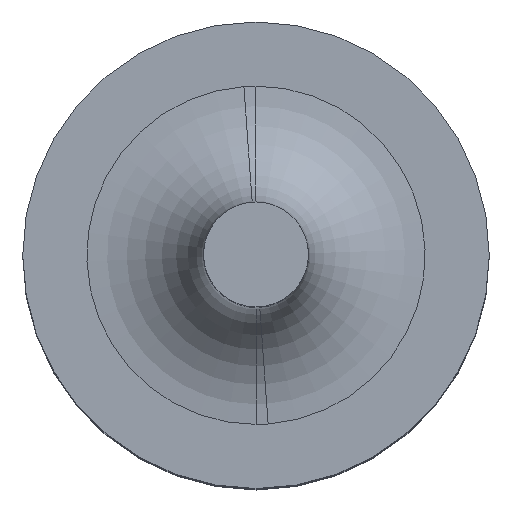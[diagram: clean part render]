
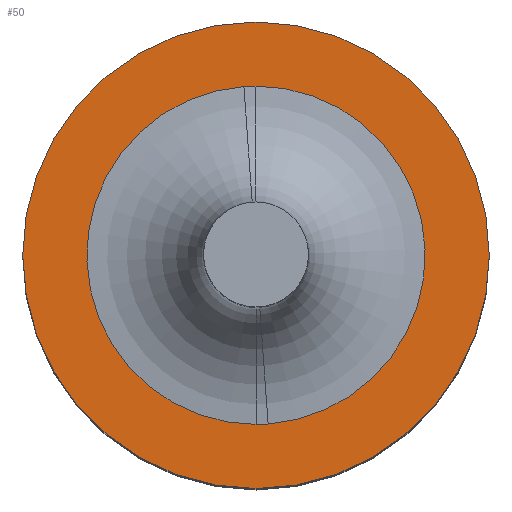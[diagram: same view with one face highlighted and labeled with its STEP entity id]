
A CAD part, top view. The second image highlights one B-rep face of the part: STEP entity #50.
In plain terms, the highlighted planar face has unit normal (0, 0, 1).
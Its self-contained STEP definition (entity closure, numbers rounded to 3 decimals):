
#50=ADVANCED_FACE('',(#79,#80),#81,.F.);
#79=FACE_OUTER_BOUND('',#131,.T.);
#80=FACE_BOUND('',#132,.T.);
#81=PLANE('',#133);
#131=EDGE_LOOP('',(#203,#204));
#132=EDGE_LOOP('',(#205,#206,#207,#208));
#133=AXIS2_PLACEMENT_3D('',#209,#210,#211);
#203=ORIENTED_EDGE('',*,*,#363,.F.);
#204=ORIENTED_EDGE('',*,*,#364,.T.);
#205=ORIENTED_EDGE('',*,*,#348,.T.);
#206=ORIENTED_EDGE('',*,*,#365,.T.);
#207=ORIENTED_EDGE('',*,*,#352,.T.);
#208=ORIENTED_EDGE('',*,*,#366,.T.);
#209=CARTESIAN_POINT('',(0.0,0.0,1.75));
#210=DIRECTION('',(0.0,0.0,-1.0));
#211=DIRECTION('',(0.0,-1.0,0.0));
#348=EDGE_CURVE('',#400,#397,#401,.T.);
#352=EDGE_CURVE('',#408,#405,#409,.T.);
#363=EDGE_CURVE('',#429,#430,#431,.T.);
#364=EDGE_CURVE('',#429,#430,#432,.T.);
#365=EDGE_CURVE('',#397,#408,#433,.T.);
#366=EDGE_CURVE('',#405,#400,#434,.T.);
#397=VERTEX_POINT('',#479);
#400=VERTEX_POINT('',#482);
#401=CIRCLE('',#483,0.725);
#405=VERTEX_POINT('',#487);
#408=VERTEX_POINT('',#490);
#409=CIRCLE('',#491,0.725);
#429=VERTEX_POINT('',#511);
#430=VERTEX_POINT('',#512);
#431=CIRCLE('',#513,1.0);
#432=CIRCLE('',#514,1.0);
#433=CIRCLE('',#515,0.725);
#434=CIRCLE('',#516,0.725);
#479=CARTESIAN_POINT('',(0.052,-0.723,1.75));
#482=CARTESIAN_POINT('',(0.0,0.725,1.75));
#483=AXIS2_PLACEMENT_3D('',#574,#575,#576);
#487=CARTESIAN_POINT('',(-0.052,0.723,1.75));
#490=CARTESIAN_POINT('',(0.0,-0.725,1.75));
#491=AXIS2_PLACEMENT_3D('',#586,#587,#588);
#511=CARTESIAN_POINT('',(0.0,1.0,1.75));
#512=CARTESIAN_POINT('',(0.0,-1.0,1.75));
#513=AXIS2_PLACEMENT_3D('',#619,#620,#621);
#514=AXIS2_PLACEMENT_3D('',#622,#623,#624);
#515=AXIS2_PLACEMENT_3D('',#625,#626,#627);
#516=AXIS2_PLACEMENT_3D('',#628,#629,#630);
#574=CARTESIAN_POINT('',(0.0,0.0,1.75));
#575=DIRECTION('',(0.0,0.0,-1.0));
#576=DIRECTION('',(0.0,1.0,0.0));
#586=CARTESIAN_POINT('',(0.0,0.0,1.75));
#587=DIRECTION('',(0.0,0.0,-1.0));
#588=DIRECTION('',(0.0,-1.0,0.0));
#619=CARTESIAN_POINT('',(0.0,0.0,1.75));
#620=DIRECTION('',(0.0,0.0,-1.0));
#621=DIRECTION('',(0.0,1.0,0.0));
#622=CARTESIAN_POINT('',(0.0,0.0,1.75));
#623=DIRECTION('',(0.0,-0.0,1.0));
#624=DIRECTION('',(0.0,1.0,0.0));
#625=CARTESIAN_POINT('',(0.0,0.0,1.75));
#626=DIRECTION('',(0.0,0.0,-1.0));
#627=DIRECTION('',(0.0,1.0,0.0));
#628=CARTESIAN_POINT('',(0.0,0.0,1.75));
#629=DIRECTION('',(0.0,0.0,-1.0));
#630=DIRECTION('',(0.0,-1.0,0.0));
